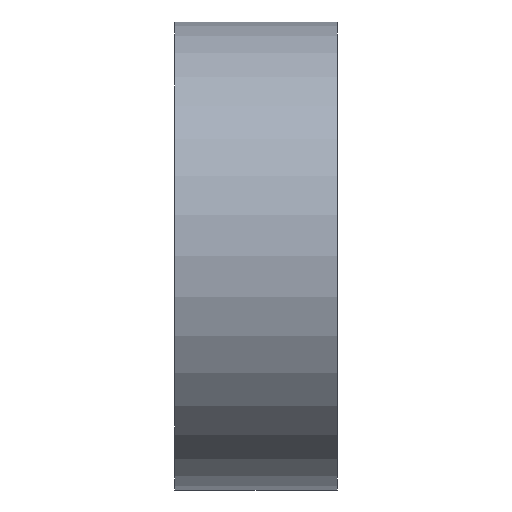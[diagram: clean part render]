
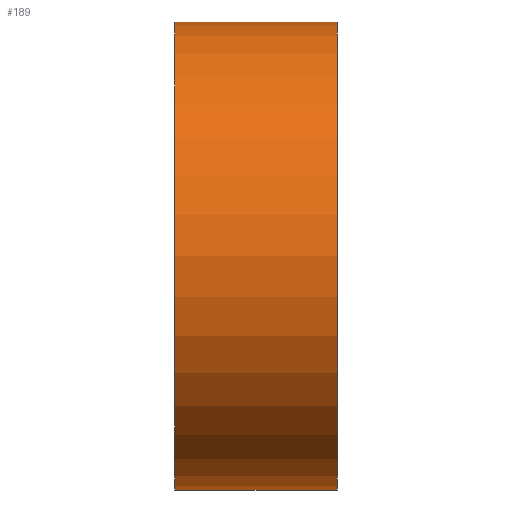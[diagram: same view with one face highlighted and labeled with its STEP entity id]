
A CAD part, left-side view. The second image highlights one B-rep face of the part: STEP entity #189.
In plain terms, the highlighted cylindrical face has radius 15.875 mm (diameter 31.75 mm), a partial arc.
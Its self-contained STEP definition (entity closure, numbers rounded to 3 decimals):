
#6 = VERTEX_POINT ( 'NONE', #99 ) ;
#31 = AXIS2_PLACEMENT_3D ( 'NONE', #56, #329, #101 ) ;
#33 = VECTOR ( 'NONE', #124, 1000. ) ;
#41 = VECTOR ( 'NONE', #250, 1000. ) ;
#56 = CARTESIAN_POINT ( 'NONE',  ( 0., 60.021, 0. ) ) ;
#62 = EDGE_LOOP ( 'NONE', ( #121, #203, #380, #119 ) ) ;
#68 = CARTESIAN_POINT ( 'NONE',  ( 0., 0., 0. ) ) ;
#78 = CARTESIAN_POINT ( 'NONE',  ( 0., 11., 0. ) ) ;
#80 = VERTEX_POINT ( 'NONE', #310 ) ;
#99 = CARTESIAN_POINT ( 'NONE',  ( 0., 0., -15.875 ) ) ;
#101 = DIRECTION ( 'NONE',  ( 0., 0., 1. ) ) ;
#104 = CARTESIAN_POINT ( 'NONE',  ( 0., 11., 15.875 ) ) ;
#108 = CARTESIAN_POINT ( 'NONE',  ( 0., 60.021, 15.875 ) ) ;
#119 = ORIENTED_EDGE ( 'NONE', *, *, #346, .F. ) ;
#120 = LINE ( 'NONE', #198, #33 ) ;
#121 = ORIENTED_EDGE ( 'NONE', *, *, #330, .F. ) ;
#124 = DIRECTION ( 'NONE',  ( 0., 1., 0. ) ) ;
#137 = CYLINDRICAL_SURFACE ( 'NONE', #31, 15.875 ) ;
#189 = ADVANCED_FACE ( 'NONE', ( #280 ), #137, .T. ) ;
#198 = CARTESIAN_POINT ( 'NONE',  ( 0., 60.021, -15.875 ) ) ;
#203 = ORIENTED_EDGE ( 'NONE', *, *, #377, .T. ) ;
#207 = DIRECTION ( 'NONE',  ( 0., 0., 1. ) ) ;
#243 = AXIS2_PLACEMENT_3D ( 'NONE', #78, #325, #333 ) ;
#250 = DIRECTION ( 'NONE',  ( 0., 1., 0. ) ) ;
#251 = AXIS2_PLACEMENT_3D ( 'NONE', #68, #370, #207 ) ;
#280 = FACE_OUTER_BOUND ( 'NONE', #62, .T. ) ;
#292 = VERTEX_POINT ( 'NONE', #104 ) ;
#298 = LINE ( 'NONE', #108, #41 ) ;
#310 = CARTESIAN_POINT ( 'NONE',  ( 0., 11., -15.875 ) ) ;
#325 = DIRECTION ( 'NONE',  ( 0., 1., 0. ) ) ;
#329 = DIRECTION ( 'NONE',  ( 0., 1., 0. ) ) ;
#330 = EDGE_CURVE ( 'NONE', #6, #80, #120, .T. ) ;
#333 = DIRECTION ( 'NONE',  ( 0., 0., 1. ) ) ;
#335 = EDGE_CURVE ( 'NONE', #347, #292, #298, .T. ) ;
#339 = CIRCLE ( 'NONE', #251, 15.875 ) ;
#346 = EDGE_CURVE ( 'NONE', #80, #292, #418, .T. ) ;
#347 = VERTEX_POINT ( 'NONE', #398 ) ;
#370 = DIRECTION ( 'NONE',  ( 0., 1., 0. ) ) ;
#377 = EDGE_CURVE ( 'NONE', #6, #347, #339, .T. ) ;
#380 = ORIENTED_EDGE ( 'NONE', *, *, #335, .T. ) ;
#398 = CARTESIAN_POINT ( 'NONE',  ( 0., 0., 15.875 ) ) ;
#418 = CIRCLE ( 'NONE', #243, 15.875 ) ;
